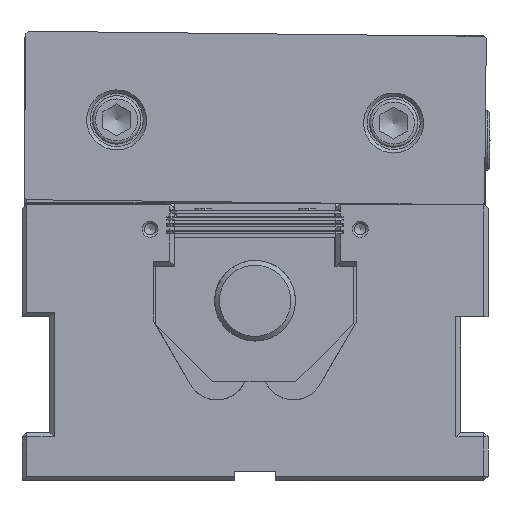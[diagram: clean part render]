
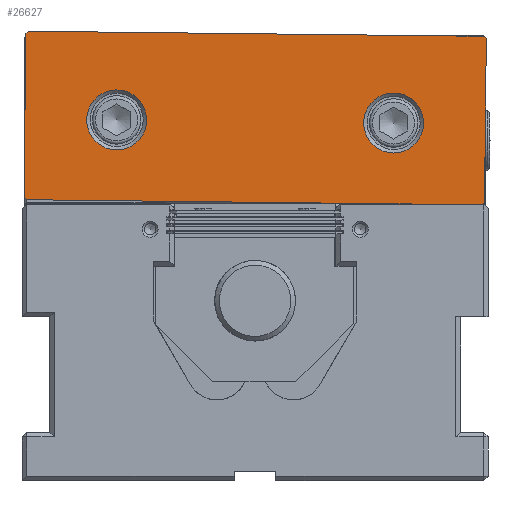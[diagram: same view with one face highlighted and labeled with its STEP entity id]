
A CAD part, front view. The second image highlights one B-rep face of the part: STEP entity #26627.
In plain terms, the highlighted planar face has unit normal (0, -1, 0).
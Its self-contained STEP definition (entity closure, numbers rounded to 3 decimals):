
#1247=FACE_BOUND('',#4945,.T.);
#1248=FACE_BOUND('',#4946,.T.);
#2061=PLANE('',#28951);
#3394=FACE_OUTER_BOUND('',#4944,.T.);
#4944=EDGE_LOOP('',(#24200,#24201,#24202,#24203,#24204,#24205,#24206,#24207));
#4945=EDGE_LOOP('',(#24208));
#4946=EDGE_LOOP('',(#24209));
#7459=LINE('',#44303,#10037);
#7466=LINE('',#44318,#10044);
#7472=LINE('',#44330,#10050);
#7480=LINE('',#44345,#10058);
#7488=LINE('',#44357,#10066);
#7489=LINE('',#44359,#10067);
#7495=LINE('',#44389,#10073);
#7496=LINE('',#44390,#10074);
#10037=VECTOR('',#35678,10.);
#10044=VECTOR('',#35691,10.);
#10050=VECTOR('',#35701,10.);
#10058=VECTOR('',#35715,10.);
#10066=VECTOR('',#35731,10.);
#10067=VECTOR('',#35734,10.);
#10073=VECTOR('',#35770,10.);
#10074=VECTOR('',#35771,10.);
#11202=CIRCLE('',#28948,13.);
#11205=CIRCLE('',#28952,13.);
#13512=VERTEX_POINT('',#44300);
#13513=VERTEX_POINT('',#44302);
#13517=VERTEX_POINT('',#44316);
#13518=VERTEX_POINT('',#44317);
#13521=VERTEX_POINT('',#44328);
#13522=VERTEX_POINT('',#44329);
#13525=VERTEX_POINT('',#44343);
#13526=VERTEX_POINT('',#44344);
#13533=VERTEX_POINT('',#44381);
#13536=VERTEX_POINT('',#44391);
#17114=EDGE_CURVE('',#13512,#13513,#7459,.T.);
#17121=EDGE_CURVE('',#13517,#13518,#7466,.T.);
#17127=EDGE_CURVE('',#13521,#13522,#7472,.T.);
#17135=EDGE_CURVE('',#13525,#13526,#7480,.T.);
#17143=EDGE_CURVE('',#13522,#13512,#7488,.T.);
#17144=EDGE_CURVE('',#13526,#13521,#7489,.T.);
#17155=EDGE_CURVE('',#13533,#13533,#11202,.T.);
#17159=EDGE_CURVE('',#13518,#13525,#7495,.T.);
#17160=EDGE_CURVE('',#13513,#13517,#7496,.T.);
#17161=EDGE_CURVE('',#13536,#13536,#11205,.T.);
#24200=ORIENTED_EDGE('',*,*,#17114,.F.);
#24201=ORIENTED_EDGE('',*,*,#17143,.F.);
#24202=ORIENTED_EDGE('',*,*,#17127,.F.);
#24203=ORIENTED_EDGE('',*,*,#17144,.F.);
#24204=ORIENTED_EDGE('',*,*,#17135,.F.);
#24205=ORIENTED_EDGE('',*,*,#17159,.F.);
#24206=ORIENTED_EDGE('',*,*,#17121,.F.);
#24207=ORIENTED_EDGE('',*,*,#17160,.F.);
#24208=ORIENTED_EDGE('',*,*,#17161,.F.);
#24209=ORIENTED_EDGE('',*,*,#17155,.F.);
#26627=ADVANCED_FACE('',(#3394,#1247,#1248),#2061,.F.);
#28948=AXIS2_PLACEMENT_3D('',#44382,#35761,#35762);
#28951=AXIS2_PLACEMENT_3D('',#44388,#35768,#35769);
#28952=AXIS2_PLACEMENT_3D('',#44392,#35772,#35773);
#35678=DIRECTION('',(-0.715,0.,-0.699));
#35691=DIRECTION('',(-0.699,0.,0.715));
#35701=DIRECTION('',(0.699,0.,-0.715));
#35715=DIRECTION('',(0.715,0.,0.699));
#35731=DIRECTION('',(-0.011,0.,-1.));
#35734=DIRECTION('',(1.,0.,-0.011));
#35761=DIRECTION('center_axis',(0.,-1.,0.));
#35762=DIRECTION('ref_axis',(-1.,0.,0.011));
#35768=DIRECTION('center_axis',(0.,1.,0.));
#35769=DIRECTION('ref_axis',(0.011,0.,1.));
#35770=DIRECTION('',(0.011,0.,1.));
#35771=DIRECTION('',(-1.,0.,0.011));
#35772=DIRECTION('center_axis',(0.,-1.,0.));
#35773=DIRECTION('ref_axis',(-1.,0.,0.011));
#44300=CARTESIAN_POINT('',(99.368,-310.,60.559));
#44302=CARTESIAN_POINT('',(98.357,-310.,59.57));
#44303=CARTESIAN_POINT('',(82.875,-310.,44.429));
#44316=CARTESIAN_POINT('',(-99.13,-310.,61.772));
#44317=CARTESIAN_POINT('',(-100.119,-310.,62.783));
#44318=CARTESIAN_POINT('',(-83.99,-310.,46.29));
#44328=CARTESIAN_POINT('',(99.171,-310.,132.566));
#44329=CARTESIAN_POINT('',(100.16,-310.,131.554));
#44330=CARTESIAN_POINT('',(84.03,-310.,148.048));
#44343=CARTESIAN_POINT('',(-99.328,-310.,133.779));
#44344=CARTESIAN_POINT('',(-98.316,-310.,134.768));
#44345=CARTESIAN_POINT('',(-82.834,-310.,149.909));
#44357=CARTESIAN_POINT('',(99.357,-310.,59.559));
#44359=CARTESIAN_POINT('',(100.171,-310.,132.554));
#44381=CARTESIAN_POINT('',(72.999,-310.,94.855));
#44382=CARTESIAN_POINT('Origin',(60.,-310.,95.));
#44388=CARTESIAN_POINT('Origin',(0.02,-310.,97.169));
#44389=CARTESIAN_POINT('',(-99.316,-310.,134.779));
#44390=CARTESIAN_POINT('',(-100.13,-310.,61.783));
#44391=CARTESIAN_POINT('',(-46.993,-310.,96.193));
#44392=CARTESIAN_POINT('Origin',(-59.993,-310.,96.338));
